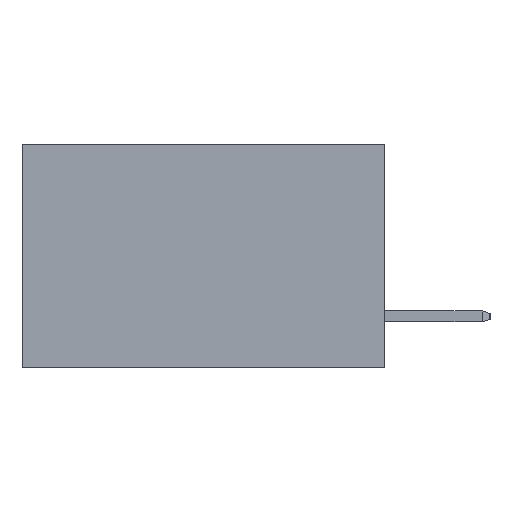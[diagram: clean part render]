
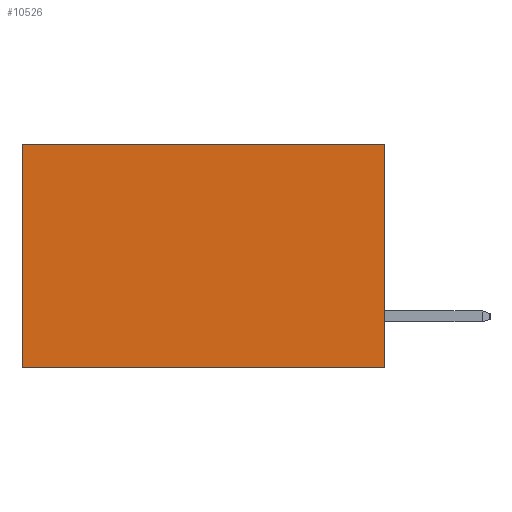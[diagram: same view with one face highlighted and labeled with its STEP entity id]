
A CAD part, left-side view. The second image highlights one B-rep face of the part: STEP entity #10526.
In plain terms, the highlighted planar face has unit normal (-1, 0, 0).
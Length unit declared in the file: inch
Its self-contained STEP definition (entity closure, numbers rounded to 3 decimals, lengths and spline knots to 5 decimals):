
#68 = EDGE_CURVE ( 'NONE', #271, #6688, #20978, .T. ) ;
#85 = CARTESIAN_POINT ( 'NONE',  ( 0.2615, 0.6, 0. ) ) ;
#195 = EDGE_LOOP ( 'NONE', ( #16706, #16997, #10564, #20358 ) ) ;
#271 = VERTEX_POINT ( 'NONE', #12459 ) ;
#1635 = VECTOR ( 'NONE', #2796, 39.37008 ) ;
#2452 = AXIS2_PLACEMENT_3D ( 'NONE', #6660, #6578, #6413 ) ;
#2796 = DIRECTION ( 'NONE',  ( 0., 0., -1. ) ) ;
#2817 = DIRECTION ( 'NONE',  ( 0., 1., 0. ) ) ;
#2931 = VECTOR ( 'NONE', #2817, 39.37008 ) ;
#3241 = CARTESIAN_POINT ( 'NONE',  ( 0.2615, 0.6, -0.37 ) ) ;
#3957 = LINE ( 'NONE', #20548, #20825 ) ;
#4648 = VERTEX_POINT ( 'NONE', #85 ) ;
#4842 = EDGE_CURVE ( 'NONE', #17705, #4648, #16680, .T. ) ;
#6081 = CARTESIAN_POINT ( 'NONE',  ( 0.2615, 0., 0. ) ) ;
#6413 = DIRECTION ( 'NONE',  ( 0., 0., -1. ) ) ;
#6481 = CARTESIAN_POINT ( 'NONE',  ( 0.2615, 0., -0.37 ) ) ;
#6578 = DIRECTION ( 'NONE',  ( 1., 0., 0. ) ) ;
#6660 = CARTESIAN_POINT ( 'NONE',  ( 0.2615, 0., -0.37 ) ) ;
#6677 = PLANE ( 'NONE',  #2452 ) ;
#6688 = VERTEX_POINT ( 'NONE', #11935 ) ;
#8274 = VECTOR ( 'NONE', #15556, 39.37008 ) ;
#9351 = EDGE_CURVE ( 'NONE', #4648, #6688, #11104, .T. ) ;
#10526 = ADVANCED_FACE ( 'NONE', ( #13379 ), #6677, .F. ) ;
#10564 = ORIENTED_EDGE ( 'NONE', *, *, #16897, .F. ) ;
#11104 = LINE ( 'NONE', #3241, #1635 ) ;
#11935 = CARTESIAN_POINT ( 'NONE',  ( 0.2615, 0.6, -0.37 ) ) ;
#12459 = CARTESIAN_POINT ( 'NONE',  ( 0.2615, 0., -0.37 ) ) ;
#13379 = FACE_OUTER_BOUND ( 'NONE', #195, .T. ) ;
#14061 = DIRECTION ( 'NONE',  ( 0., 0., -1. ) ) ;
#15525 = CARTESIAN_POINT ( 'NONE',  ( 0.2615, 0., 0. ) ) ;
#15556 = DIRECTION ( 'NONE',  ( 0., 1., 0. ) ) ;
#16680 = LINE ( 'NONE', #15525, #8274 ) ;
#16706 = ORIENTED_EDGE ( 'NONE', *, *, #9351, .T. ) ;
#16897 = EDGE_CURVE ( 'NONE', #17705, #271, #3957, .T. ) ;
#16997 = ORIENTED_EDGE ( 'NONE', *, *, #68, .F. ) ;
#17705 = VERTEX_POINT ( 'NONE', #6081 ) ;
#20358 = ORIENTED_EDGE ( 'NONE', *, *, #4842, .T. ) ;
#20548 = CARTESIAN_POINT ( 'NONE',  ( 0.2615, 0., -0.37 ) ) ;
#20825 = VECTOR ( 'NONE', #14061, 39.37008 ) ;
#20978 = LINE ( 'NONE', #6481, #2931 ) ;
